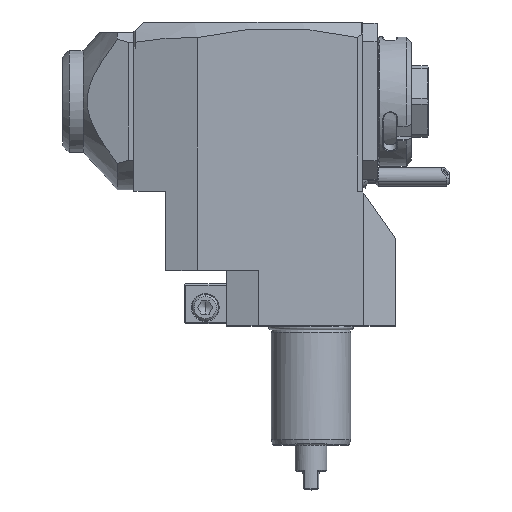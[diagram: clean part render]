
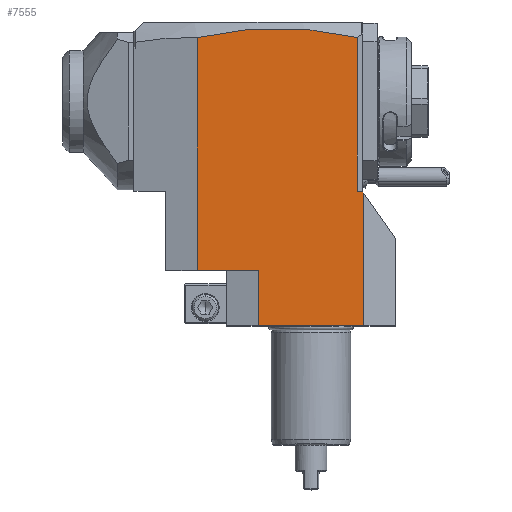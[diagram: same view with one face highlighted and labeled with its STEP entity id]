
A CAD part, top view. The second image highlights one B-rep face of the part: STEP entity #7555.
In plain terms, the highlighted planar face has unit normal (0, 0, 1).
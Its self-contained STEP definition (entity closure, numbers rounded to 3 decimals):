
#21=DIRECTION('',(0.,-1.,0.));
#22=VECTOR('',#21,88.092);
#23=CARTESIAN_POINT('',(-20.,58.092,32.));
#24=LINE('',#23,#22);
#39=CARTESIAN_POINT('',(40.5,58.133,32.));
#40=CARTESIAN_POINT('',(35.458,59.345,32.));
#41=CARTESIAN_POINT('',(25.373,61.145,32.));
#42=CARTESIAN_POINT('',(10.247,62.032,32.));
#43=CARTESIAN_POINT('',(-4.877,61.124,32.));
#44=CARTESIAN_POINT('',(-14.959,59.311,32.));
#45=CARTESIAN_POINT('',(-20.,58.092,32.));
#47=DIRECTION('',(-0.574,0.819,0.));
#48=VECTOR('',#47,0.872);
#49=CARTESIAN_POINT('',(43.,-0.714,32.));
#50=LINE('',#49,#48);
#51=DIRECTION('',(0.,1.,0.));
#52=VECTOR('',#51,50.286);
#53=CARTESIAN_POINT('',(43.,-51.,32.));
#54=LINE('',#53,#52);
#127=DIRECTION('',(1.,0.,0.));
#128=VECTOR('',#127,23.);
#129=CARTESIAN_POINT('',(-20.,-30.,32.));
#130=LINE('',#129,#128);
#901=DIRECTION('',(0.,1.,0.));
#902=VECTOR('',#901,58.133);
#903=CARTESIAN_POINT('',(40.5,0.,32.));
#904=LINE('',#903,#902);
#914=DIRECTION('',(-1.,0.,0.));
#915=VECTOR('',#914,2.);
#916=CARTESIAN_POINT('',(42.5,0.,32.));
#917=LINE('',#916,#915);
#3371=DIRECTION('',(0.,-1.,0.));
#3372=VECTOR('',#3371,21.);
#3373=CARTESIAN_POINT('',(3.,-30.,32.));
#3374=LINE('',#3373,#3372);
#3395=DIRECTION('',(-1.,0.,0.));
#3396=VECTOR('',#3395,40.);
#3397=CARTESIAN_POINT('',(43.,-51.,32.));
#3398=LINE('',#3397,#3396);
#6514=VERTEX_POINT('',#39);
#6515=VERTEX_POINT('',#45);
#7266=CARTESIAN_POINT('',(43.,-51.,32.));
#7267=VERTEX_POINT('',#7266);
#7268=CARTESIAN_POINT('',(3.,-51.,32.));
#7269=VERTEX_POINT('',#7268);
#7310=CARTESIAN_POINT('',(-20.,-30.,32.));
#7312=VERTEX_POINT('',#7310);
#7318=CARTESIAN_POINT('',(43.,-0.714,32.));
#7319=CARTESIAN_POINT('',(42.5,0.,32.));
#7320=VERTEX_POINT('',#7318);
#7321=VERTEX_POINT('',#7319);
#7450=CARTESIAN_POINT('',(40.5,0.,32.));
#7451=VERTEX_POINT('',#7450);
#7472=CARTESIAN_POINT('',(3.,-30.,32.));
#7473=VERTEX_POINT('',#7472);
#7531=CARTESIAN_POINT('',(-44.,0.,32.));
#7532=DIRECTION('',(0.,0.,1.));
#7533=DIRECTION('',(1.,0.,0.));
#7534=AXIS2_PLACEMENT_3D('',#7531,#7532,#7533);
#7535=PLANE('',#7534);
#7537=ORIENTED_EDGE('',*,*,#7536,.F.);
#7539=ORIENTED_EDGE('',*,*,#7538,.T.);
#7541=ORIENTED_EDGE('',*,*,#7540,.F.);
#7543=ORIENTED_EDGE('',*,*,#7542,.F.);
#7544=ORIENTED_EDGE('',*,*,#7514,.F.);
#7546=ORIENTED_EDGE('',*,*,#7545,.F.);
#7548=ORIENTED_EDGE('',*,*,#7547,.F.);
#7550=ORIENTED_EDGE('',*,*,#7549,.F.);
#7552=ORIENTED_EDGE('',*,*,#7551,.F.);
#7553=EDGE_LOOP('',(#7537,#7539,#7541,#7543,#7544,#7546,#7548,#7550,#7552));
#7554=FACE_OUTER_BOUND('',#7553,.F.);
#46=B_SPLINE_CURVE_WITH_KNOTS('',3,(#39,#40,#41,#42,#43,#44,#45),.UNSPECIFIED.,
.F.,.F.,(4,1,1,1,4),(0.,0.25,0.5,0.75,1.),.UNSPECIFIED.);
#7514=EDGE_CURVE('',#6515,#7312,#24,.T.);
#7536=EDGE_CURVE('',#7267,#7320,#54,.T.);
#7538=EDGE_CURVE('',#7267,#7269,#3398,.T.);
#7540=EDGE_CURVE('',#7473,#7269,#3374,.T.);
#7542=EDGE_CURVE('',#7312,#7473,#130,.T.);
#7545=EDGE_CURVE('',#6514,#6515,#46,.T.);
#7547=EDGE_CURVE('',#7451,#6514,#904,.T.);
#7549=EDGE_CURVE('',#7321,#7451,#917,.T.);
#7551=EDGE_CURVE('',#7320,#7321,#50,.T.);
#7555=ADVANCED_FACE('',(#7554),#7535,.T.);
